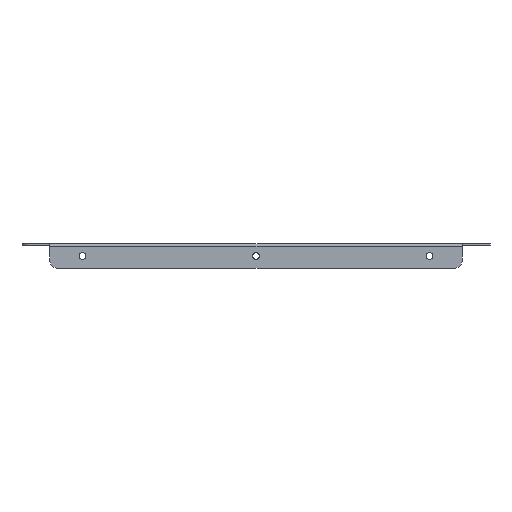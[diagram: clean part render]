
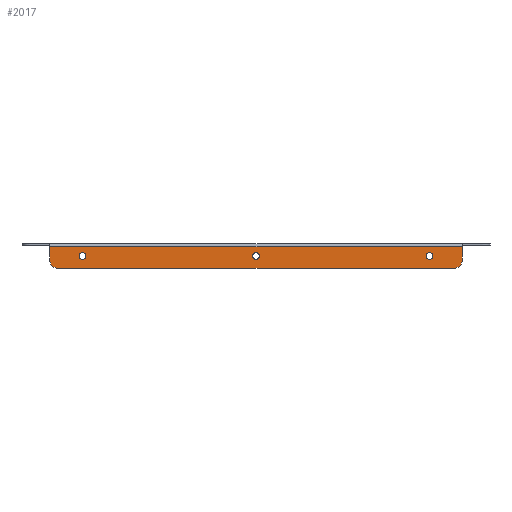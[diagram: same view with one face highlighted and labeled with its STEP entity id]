
A CAD part, front view. The second image highlights one B-rep face of the part: STEP entity #2017.
In plain terms, the highlighted planar face has unit normal (0, -1, 0).
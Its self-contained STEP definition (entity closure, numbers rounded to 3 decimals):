
#38 = AXIS2_PLACEMENT_3D ( 'NONE', #1593, #2118, #715 ) ;
#40 = ORIENTED_EDGE ( 'NONE', *, *, #262, .T. ) ;
#66 = FACE_BOUND ( 'NONE', #1387, .T. ) ;
#71 = EDGE_CURVE ( 'NONE', #1136, #570, #1612, .T. ) ;
#77 = CIRCLE ( 'NONE', #2085, 2.1 ) ;
#120 = CARTESIAN_POINT ( 'NONE',  ( 126.25, -124.8, -1.8 ) ) ;
#123 = ORIENTED_EDGE ( 'NONE', *, *, #1859, .T. ) ;
#131 = AXIS2_PLACEMENT_3D ( 'NONE', #337, #1020, #520 ) ;
#223 = ORIENTED_EDGE ( 'NONE', *, *, #1375, .T. ) ;
#262 = EDGE_CURVE ( 'NONE', #468, #967, #1173, .T. ) ;
#264 = CARTESIAN_POINT ( 'NONE',  ( -121.25, -124.8, -10. ) ) ;
#269 = DIRECTION ( 'NONE',  ( 0., 0., 1. ) ) ;
#272 = CARTESIAN_POINT ( 'NONE',  ( -106.25, -124.8, -7.5 ) ) ;
#302 = CARTESIAN_POINT ( 'NONE',  ( -126.25, -124.8, 0. ) ) ;
#304 = CARTESIAN_POINT ( 'NONE',  ( 0., -124.8, -9.6 ) ) ;
#337 = CARTESIAN_POINT ( 'NONE',  ( 0., -124.8, -7.5 ) ) ;
#361 = DIRECTION ( 'NONE',  ( 0., 0., 1. ) ) ;
#366 = VERTEX_POINT ( 'NONE', #304 ) ;
#373 = CIRCLE ( 'NONE', #1880, 2.1 ) ;
#404 = ORIENTED_EDGE ( 'NONE', *, *, #1415, .T. ) ;
#431 = DIRECTION ( 'NONE',  ( 0., 1., 0. ) ) ;
#440 = DIRECTION ( 'NONE',  ( 0., 0., 1. ) ) ;
#468 = VERTEX_POINT ( 'NONE', #1345 ) ;
#475 = CARTESIAN_POINT ( 'NONE',  ( 106.25, -124.8, -9.6 ) ) ;
#485 = EDGE_CURVE ( 'NONE', #366, #1471, #2124, .T. ) ;
#495 = LINE ( 'NONE', #1366, #1669 ) ;
#507 = CARTESIAN_POINT ( 'NONE',  ( 0., -124.8, -15. ) ) ;
#509 = CARTESIAN_POINT ( 'NONE',  ( 106.25, -124.8, -7.5 ) ) ;
#520 = DIRECTION ( 'NONE',  ( 0., 0., 1. ) ) ;
#542 = EDGE_CURVE ( 'NONE', #2060, #1058, #739, .T. ) ;
#568 = EDGE_CURVE ( 'NONE', #1168, #1365, #797, .T. ) ;
#570 = VERTEX_POINT ( 'NONE', #1867 ) ;
#581 = AXIS2_PLACEMENT_3D ( 'NONE', #272, #1976, #1099 ) ;
#582 = CARTESIAN_POINT ( 'NONE',  ( 106.25, -124.8, -7.5 ) ) ;
#591 = ORIENTED_EDGE ( 'NONE', *, *, #485, .T. ) ;
#609 = CARTESIAN_POINT ( 'NONE',  ( 0., -124.8, -5.4 ) ) ;
#715 = DIRECTION ( 'NONE',  ( 0., 0., 1. ) ) ;
#739 = LINE ( 'NONE', #507, #2074 ) ;
#797 = LINE ( 'NONE', #1000, #1039 ) ;
#803 = ORIENTED_EDGE ( 'NONE', *, *, #568, .T. ) ;
#846 = DIRECTION ( 'NONE',  ( 0., 0., 1. ) ) ;
#853 = CARTESIAN_POINT ( 'NONE',  ( -106.25, -124.8, -9.6 ) ) ;
#887 = FACE_BOUND ( 'NONE', #1706, .T. ) ;
#967 = VERTEX_POINT ( 'NONE', #475 ) ;
#979 = VERTEX_POINT ( 'NONE', #1662 ) ;
#988 = DIRECTION ( 'NONE',  ( 1., 0., 0. ) ) ;
#999 = ORIENTED_EDGE ( 'NONE', *, *, #1476, .T. ) ;
#1000 = CARTESIAN_POINT ( 'NONE',  ( 126.25, -124.8, 0. ) ) ;
#1003 = DIRECTION ( 'NONE',  ( 1., 0., 0. ) ) ;
#1011 = DIRECTION ( 'NONE',  ( 0., 0., 1. ) ) ;
#1020 = DIRECTION ( 'NONE',  ( 0., 1., 0. ) ) ;
#1039 = VECTOR ( 'NONE', #1686, 1000. ) ;
#1058 = VERTEX_POINT ( 'NONE', #1512 ) ;
#1097 = EDGE_CURVE ( 'NONE', #1058, #1168, #1845, .T. ) ;
#1099 = DIRECTION ( 'NONE',  ( 0., 0., 1. ) ) ;
#1136 = VERTEX_POINT ( 'NONE', #853 ) ;
#1152 = FACE_OUTER_BOUND ( 'NONE', #2223, .T. ) ;
#1168 = VERTEX_POINT ( 'NONE', #1177 ) ;
#1173 = CIRCLE ( 'NONE', #1234, 2.1 ) ;
#1177 = CARTESIAN_POINT ( 'NONE',  ( 126.25, -124.8, -10. ) ) ;
#1234 = AXIS2_PLACEMENT_3D ( 'NONE', #582, #431, #269 ) ;
#1241 = CIRCLE ( 'NONE', #581, 2.1 ) ;
#1306 = DIRECTION ( 'NONE',  ( 0., 0., 1. ) ) ;
#1345 = CARTESIAN_POINT ( 'NONE',  ( 106.25, -124.8, -5.4 ) ) ;
#1365 = VERTEX_POINT ( 'NONE', #120 ) ;
#1366 = CARTESIAN_POINT ( 'NONE',  ( 126.25, -124.8, -1.8 ) ) ;
#1375 = EDGE_CURVE ( 'NONE', #570, #1136, #1241, .T. ) ;
#1387 = EDGE_LOOP ( 'NONE', ( #223, #1578 ) ) ;
#1390 = CARTESIAN_POINT ( 'NONE',  ( 121.25, -124.8, -10. ) ) ;
#1414 = CIRCLE ( 'NONE', #1575, 5. ) ;
#1415 = EDGE_CURVE ( 'NONE', #1471, #366, #77, .T. ) ;
#1460 = CARTESIAN_POINT ( 'NONE',  ( 0., -124.8, -7.5 ) ) ;
#1468 = AXIS2_PLACEMENT_3D ( 'NONE', #1390, #2043, #1011 ) ;
#1471 = VERTEX_POINT ( 'NONE', #609 ) ;
#1476 = EDGE_CURVE ( 'NONE', #1515, #2060, #1414, .T. ) ;
#1512 = CARTESIAN_POINT ( 'NONE',  ( 121.25, -124.8, -15. ) ) ;
#1515 = VERTEX_POINT ( 'NONE', #1654 ) ;
#1575 = AXIS2_PLACEMENT_3D ( 'NONE', #264, #1965, #440 ) ;
#1578 = ORIENTED_EDGE ( 'NONE', *, *, #71, .T. ) ;
#1593 = CARTESIAN_POINT ( 'NONE',  ( -106.25, -124.8, -7.5 ) ) ;
#1598 = EDGE_CURVE ( 'NONE', #967, #468, #373, .T. ) ;
#1612 = CIRCLE ( 'NONE', #38, 2.1 ) ;
#1629 = AXIS2_PLACEMENT_3D ( 'NONE', #2148, #1876, #846 ) ;
#1654 = CARTESIAN_POINT ( 'NONE',  ( -126.25, -124.8, -10. ) ) ;
#1662 = CARTESIAN_POINT ( 'NONE',  ( -126.25, -124.8, -1.8 ) ) ;
#1669 = VECTOR ( 'NONE', #1003, 1000. ) ;
#1686 = DIRECTION ( 'NONE',  ( 0., 0., 1. ) ) ;
#1706 = EDGE_LOOP ( 'NONE', ( #404, #591 ) ) ;
#1724 = DIRECTION ( 'NONE',  ( 0., 1., 0. ) ) ;
#1752 = VECTOR ( 'NONE', #2213, 1000. ) ;
#1756 = ORIENTED_EDGE ( 'NONE', *, *, #542, .T. ) ;
#1782 = LINE ( 'NONE', #302, #1752 ) ;
#1845 = CIRCLE ( 'NONE', #1468, 5. ) ;
#1859 = EDGE_CURVE ( 'NONE', #979, #1515, #1782, .T. ) ;
#1867 = CARTESIAN_POINT ( 'NONE',  ( -106.25, -124.8, -5.4 ) ) ;
#1869 = CARTESIAN_POINT ( 'NONE',  ( -121.25, -124.8, -15. ) ) ;
#1876 = DIRECTION ( 'NONE',  ( 0., 1., 0. ) ) ;
#1880 = AXIS2_PLACEMENT_3D ( 'NONE', #509, #1724, #361 ) ;
#1900 = PLANE ( 'NONE',  #1629 ) ;
#1958 = ORIENTED_EDGE ( 'NONE', *, *, #1598, .T. ) ;
#1965 = DIRECTION ( 'NONE',  ( 0., -1., 0. ) ) ;
#1976 = DIRECTION ( 'NONE',  ( 0., 1., 0. ) ) ;
#1982 = DIRECTION ( 'NONE',  ( 0., 1., 0. ) ) ;
#2017 = ADVANCED_FACE ( 'NONE', ( #66, #887, #2081, #1152 ), #1900, .F. ) ;
#2043 = DIRECTION ( 'NONE',  ( 0., -1., 0. ) ) ;
#2053 = ORIENTED_EDGE ( 'NONE', *, *, #2106, .F. ) ;
#2054 = ORIENTED_EDGE ( 'NONE', *, *, #1097, .T. ) ;
#2060 = VERTEX_POINT ( 'NONE', #1869 ) ;
#2074 = VECTOR ( 'NONE', #988, 1000. ) ;
#2081 = FACE_BOUND ( 'NONE', #2157, .T. ) ;
#2085 = AXIS2_PLACEMENT_3D ( 'NONE', #1460, #1982, #1306 ) ;
#2106 = EDGE_CURVE ( 'NONE', #979, #1365, #495, .T. ) ;
#2118 = DIRECTION ( 'NONE',  ( 0., 1., 0. ) ) ;
#2124 = CIRCLE ( 'NONE', #131, 2.1 ) ;
#2148 = CARTESIAN_POINT ( 'NONE',  ( 0., -124.8, 0. ) ) ;
#2157 = EDGE_LOOP ( 'NONE', ( #40, #1958 ) ) ;
#2213 = DIRECTION ( 'NONE',  ( 0., 0., -1. ) ) ;
#2223 = EDGE_LOOP ( 'NONE', ( #123, #999, #1756, #2054, #803, #2053 ) ) ;
